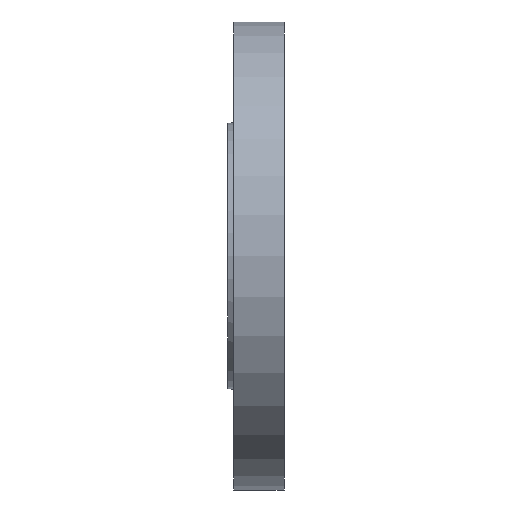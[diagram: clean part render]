
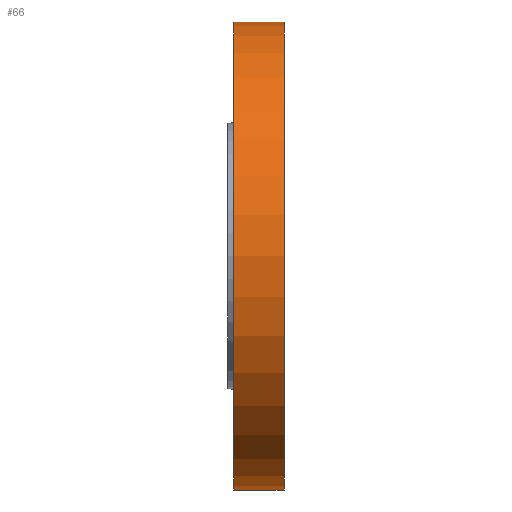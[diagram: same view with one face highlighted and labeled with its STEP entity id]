
A CAD part, left-side view. The second image highlights one B-rep face of the part: STEP entity #66.
In plain terms, the highlighted cylindrical face has radius 125 mm (diameter 250 mm), a partial arc.
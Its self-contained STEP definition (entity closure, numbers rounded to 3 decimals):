
#24 = VECTOR ( 'NONE', #171, 1000. ) ;
#66 = ADVANCED_FACE ( 'NONE', ( #472 ), #738, .T. ) ;
#85 = CARTESIAN_POINT ( 'NONE',  ( 0., 27., 125. ) ) ;
#99 = EDGE_CURVE ( 'NONE', #619, #433, #601, .T. ) ;
#105 = LINE ( 'NONE', #235, #24 ) ;
#133 = CARTESIAN_POINT ( 'NONE',  ( 0., 27., 0. ) ) ;
#170 = VERTEX_POINT ( 'NONE', #341 ) ;
#171 = DIRECTION ( 'NONE',  ( 0., -1., 0. ) ) ;
#191 = DIRECTION ( 'NONE',  ( 0., -1., 0. ) ) ;
#217 = AXIS2_PLACEMENT_3D ( 'NONE', #328, #269, #519 ) ;
#235 = CARTESIAN_POINT ( 'NONE',  ( 0., 27., -125. ) ) ;
#256 = AXIS2_PLACEMENT_3D ( 'NONE', #133, #599, #847 ) ;
#261 = CARTESIAN_POINT ( 'NONE',  ( 0., 27., 0. ) ) ;
#263 = CARTESIAN_POINT ( 'NONE',  ( 0., 27., 125. ) ) ;
#269 = DIRECTION ( 'NONE',  ( 0., 1., 0. ) ) ;
#328 = CARTESIAN_POINT ( 'NONE',  ( 0., 0., 0. ) ) ;
#341 = CARTESIAN_POINT ( 'NONE',  ( 0., 27., -125. ) ) ;
#353 = ORIENTED_EDGE ( 'NONE', *, *, #99, .T. ) ;
#358 = VECTOR ( 'NONE', #191, 1000. ) ;
#433 = VERTEX_POINT ( 'NONE', #647 ) ;
#442 = ORIENTED_EDGE ( 'NONE', *, *, #766, .T. ) ;
#472 = FACE_OUTER_BOUND ( 'NONE', #843, .T. ) ;
#495 = EDGE_CURVE ( 'NONE', #170, #706, #624, .T. ) ;
#519 = DIRECTION ( 'NONE',  ( 0., 0., 1. ) ) ;
#554 = EDGE_CURVE ( 'NONE', #706, #433, #587, .T. ) ;
#587 = LINE ( 'NONE', #263, #358 ) ;
#599 = DIRECTION ( 'NONE',  ( 0., -1., 0. ) ) ;
#601 = CIRCLE ( 'NONE', #217, 125. ) ;
#615 = ORIENTED_EDGE ( 'NONE', *, *, #554, .F. ) ;
#619 = VERTEX_POINT ( 'NONE', #750 ) ;
#624 = CIRCLE ( 'NONE', #815, 125. ) ;
#647 = CARTESIAN_POINT ( 'NONE',  ( 0., 0., 125. ) ) ;
#666 = DIRECTION ( 'NONE',  ( 0., 1., 0. ) ) ;
#706 = VERTEX_POINT ( 'NONE', #85 ) ;
#738 = CYLINDRICAL_SURFACE ( 'NONE', #256, 125. ) ;
#750 = CARTESIAN_POINT ( 'NONE',  ( 0., 0., -125. ) ) ;
#766 = EDGE_CURVE ( 'NONE', #170, #619, #105, .T. ) ;
#776 = DIRECTION ( 'NONE',  ( 0., 0., 1. ) ) ;
#815 = AXIS2_PLACEMENT_3D ( 'NONE', #261, #666, #776 ) ;
#822 = ORIENTED_EDGE ( 'NONE', *, *, #495, .F. ) ;
#843 = EDGE_LOOP ( 'NONE', ( #615, #822, #442, #353 ) ) ;
#847 = DIRECTION ( 'NONE',  ( 0., 0., -1. ) ) ;
